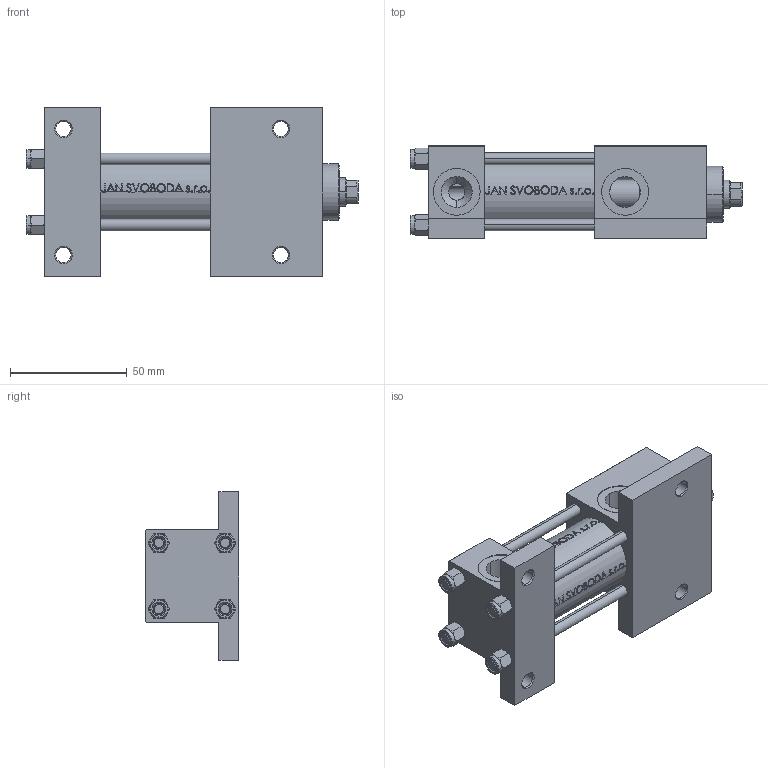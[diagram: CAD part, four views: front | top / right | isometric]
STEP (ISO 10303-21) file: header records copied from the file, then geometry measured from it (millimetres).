
FILE_DESCRIPTION (( 'STEP AP203' ), '1' );
FILE_NAME ('74a6.STEP', '2023-08-23T05:57:47', ( '' ), ( '' ), 'SwSTEP 2.0', 'SolidWorks 2019', '' );
FILE_SCHEMA (( 'CONFIG_CONTROL_DESIGN' ));
Length unit declared in the file: millimetre
Products named in the file (6): V215CR_G_TYCINKA 0da0e03f7ac4c1be9c2c6fa7ede6b8ca; V215CR_G_Body 0da0e03f7ac4c1be9c2c6fa7ede6b8ca; V215_VC_A 0da0e03f7ac4c1be9c2c6fa7ede6b8ca; V215CR_VCP_G 0da0e03f7ac4c1be9c2c6fa7ede6b8ca; NUT_M5_G 0da0e03f7ac4c1be9c2c6fa7ede6b8ca; 74a6
Assembly tree (11 placements, depth 2):
  74a6
    V215CR_G_Body 0da0e03f7ac4c1be9c2c6fa7ede6b8ca
    V215CR_VCP_G 0da0e03f7ac4c1be9c2c6fa7ede6b8ca
    V215CR_G_TYCINKA 0da0e03f7ac4c1be9c2c6fa7ede6b8ca  x4
    NUT_M5_G 0da0e03f7ac4c1be9c2c6fa7ede6b8ca  x4
    V215_VC_A 0da0e03f7ac4c1be9c2c6fa7ede6b8ca
Bounding box: 142 x 40 x 72 mm (x, y, z)
Volume: 161747.2 mm3; surface area: 59769.3 mm2
Topology: 11 solids, 11 shells, 1086 faces, 2748 edges, 1763 vertices
Faces by surface type: plane 430, bspline 380, cone 144, cylinder 124, torus 8
Entity records: 47446 total; most frequent: CARTESIAN_POINT 25906, ORIENTED_EDGE 4988, DIRECTION 3032, EDGE_CURVE 2494, VERTEX_POINT 1619, VECTOR 1290, LINE 1290, EDGE_LOOP 1065
